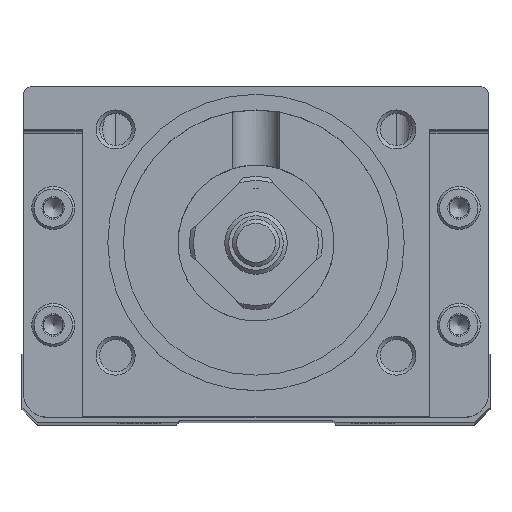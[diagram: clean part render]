
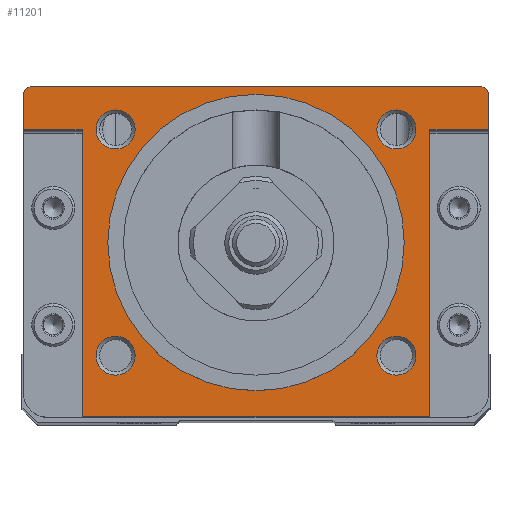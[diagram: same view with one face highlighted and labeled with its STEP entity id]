
A CAD part, top view. The second image highlights one B-rep face of the part: STEP entity #11201.
In plain terms, the highlighted face is planar.
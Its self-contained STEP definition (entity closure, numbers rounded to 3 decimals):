
#358=PLANE('',#11972);
#559=CIRCLE('',#11543,1.);
#563=CIRCLE('',#11551,1.);
#720=CIRCLE('',#11971,19.);
#721=CIRCLE('',#11973,2.5);
#722=CIRCLE('',#11974,2.5);
#723=CIRCLE('',#11975,2.5);
#724=CIRCLE('',#11976,2.5);
#2356=ORIENTED_EDGE('',*,*,#3524,.T.);
#2357=ORIENTED_EDGE('',*,*,#3520,.T.);
#2358=ORIENTED_EDGE('',*,*,#3515,.T.);
#2359=ORIENTED_EDGE('',*,*,#3809,.F.);
#2360=ORIENTED_EDGE('',*,*,#3805,.F.);
#2361=ORIENTED_EDGE('',*,*,#3334,.T.);
#2362=ORIENTED_EDGE('',*,*,#3796,.T.);
#2363=ORIENTED_EDGE('',*,*,#3800,.T.);
#2364=ORIENTED_EDGE('',*,*,#3509,.T.);
#2365=ORIENTED_EDGE('',*,*,#3506,.T.);
#2366=ORIENTED_EDGE('',*,*,#3963,.T.);
#2367=ORIENTED_EDGE('',*,*,#3964,.T.);
#2368=ORIENTED_EDGE('',*,*,#3965,.T.);
#2369=ORIENTED_EDGE('',*,*,#3966,.T.);
#2370=ORIENTED_EDGE('',*,*,#3962,.T.);
#3334=EDGE_CURVE('',#4486,#4487,#5249,.T.);
#3506=EDGE_CURVE('',#4604,#4605,#559,.F.);
#3509=EDGE_CURVE('',#4606,#4604,#5393,.T.);
#3515=EDGE_CURVE('',#4610,#4611,#5397,.T.);
#3520=EDGE_CURVE('',#4614,#4610,#563,.F.);
#3524=EDGE_CURVE('',#4605,#4614,#5402,.T.);
#3796=EDGE_CURVE('',#4487,#4797,#5560,.T.);
#3800=EDGE_CURVE('',#4797,#4606,#5563,.T.);
#3805=EDGE_CURVE('',#4486,#4802,#5566,.T.);
#3809=EDGE_CURVE('',#4802,#4611,#5569,.T.);
#3962=EDGE_CURVE('',#4904,#4904,#720,.T.);
#3963=EDGE_CURVE('',#4905,#4905,#721,.T.);
#3964=EDGE_CURVE('',#4906,#4906,#722,.T.);
#3965=EDGE_CURVE('',#4907,#4907,#723,.T.);
#3966=EDGE_CURVE('',#4908,#4908,#724,.T.);
#4486=VERTEX_POINT('',#15153);
#4487=VERTEX_POINT('',#15154);
#4604=VERTEX_POINT('',#15489);
#4605=VERTEX_POINT('',#15490);
#4606=VERTEX_POINT('',#15495);
#4610=VERTEX_POINT('',#15507);
#4611=VERTEX_POINT('',#15508);
#4614=VERTEX_POINT('',#15517);
#4797=VERTEX_POINT('',#16256);
#4802=VERTEX_POINT('',#16274);
#4904=VERTEX_POINT('',#16656);
#4905=VERTEX_POINT('',#16659);
#4906=VERTEX_POINT('',#16661);
#4907=VERTEX_POINT('',#16663);
#4908=VERTEX_POINT('',#16665);
#5249=LINE('',#15152,#6030);
#5393=LINE('',#15494,#6174);
#5397=LINE('',#15506,#6178);
#5402=LINE('',#15524,#6183);
#5560=LINE('',#16255,#6341);
#5563=LINE('',#16263,#6344);
#5566=LINE('',#16273,#6347);
#5569=LINE('',#16281,#6350);
#6030=VECTOR('',#12402,1000.);
#6174=VECTOR('',#12702,1000.);
#6178=VECTOR('',#12714,1000.);
#6183=VECTOR('',#12731,1000.);
#6341=VECTOR('',#13315,1000.);
#6344=VECTOR('',#13322,1000.);
#6347=VECTOR('',#13335,1000.);
#6350=VECTOR('',#13342,1000.);
#7229=EDGE_LOOP('',(#2356,#2357,#2358,#2359,#2360,#2361,#2362,#2363,#2364,
#2365));
#7230=EDGE_LOOP('',(#2366));
#7231=EDGE_LOOP('',(#2367));
#7232=EDGE_LOOP('',(#2368));
#7233=EDGE_LOOP('',(#2369));
#7234=EDGE_LOOP('',(#2370));
#7963=FACE_BOUND('',#7229,.T.);
#7964=FACE_BOUND('',#7230,.T.);
#7965=FACE_BOUND('',#7231,.T.);
#7966=FACE_BOUND('',#7232,.T.);
#7967=FACE_BOUND('',#7233,.T.);
#7968=FACE_BOUND('',#7234,.T.);
#11201=ADVANCED_FACE('',(#7963,#7964,#7965,#7966,#7967,#7968),#358,.F.);
#11543=AXIS2_PLACEMENT_3D('',#15488,#12696,#12697);
#11551=AXIS2_PLACEMENT_3D('',#15516,#12722,#12723);
#11971=AXIS2_PLACEMENT_3D('',#16655,#13811,#13812);
#11972=AXIS2_PLACEMENT_3D('',#16657,#13813,#13814);
#11973=AXIS2_PLACEMENT_3D('',#16658,#13815,#13816);
#11974=AXIS2_PLACEMENT_3D('',#16660,#13817,#13818);
#11975=AXIS2_PLACEMENT_3D('',#16662,#13819,#13820);
#11976=AXIS2_PLACEMENT_3D('',#16664,#13821,#13822);
#12402=DIRECTION('',(0.,0.,1.));
#12696=DIRECTION('',(1.,0.,0.));
#12697=DIRECTION('',(0.,0.,-1.));
#12702=DIRECTION('',(0.,1.,0.));
#12714=DIRECTION('',(0.,-1.,0.));
#12722=DIRECTION('',(1.,0.,0.));
#12723=DIRECTION('',(0.,0.,-1.));
#12731=DIRECTION('',(0.,0.,-1.));
#13315=DIRECTION('',(0.,1.,0.));
#13322=DIRECTION('',(0.,0.,1.));
#13335=DIRECTION('',(0.,1.,0.));
#13342=DIRECTION('',(0.,0.,-1.));
#13811=DIRECTION('',(1.,0.,0.));
#13812=DIRECTION('',(0.,0.,-1.));
#13813=DIRECTION('',(1.,0.,0.));
#13814=DIRECTION('',(0.,0.,-1.));
#13815=DIRECTION('',(1.,0.,0.));
#13816=DIRECTION('',(0.,0.,-1.));
#13817=DIRECTION('',(1.,0.,0.));
#13818=DIRECTION('',(0.,0.,-1.));
#13819=DIRECTION('',(1.,0.,0.));
#13820=DIRECTION('',(0.,0.,-1.));
#13821=DIRECTION('',(1.,0.,0.));
#13822=DIRECTION('',(0.,0.,-1.));
#15152=CARTESIAN_POINT('',(-58.,-22.3,26.8));
#15153=CARTESIAN_POINT('',(-58.,-22.3,-22.3));
#15154=CARTESIAN_POINT('',(-58.,-22.3,22.3));
#15488=CARTESIAN_POINT('',(-58.,19.,28.8));
#15489=CARTESIAN_POINT('',(-58.,19.,29.8));
#15490=CARTESIAN_POINT('',(-58.,20.,28.8));
#15494=CARTESIAN_POINT('',(-58.,19.,29.8));
#15495=CARTESIAN_POINT('',(-58.,14.5,29.8));
#15506=CARTESIAN_POINT('',(-58.,-19.3,-29.8));
#15507=CARTESIAN_POINT('',(-58.,19.,-29.8));
#15508=CARTESIAN_POINT('',(-58.,14.5,-29.8));
#15516=CARTESIAN_POINT('',(-58.,19.,-28.8));
#15517=CARTESIAN_POINT('',(-58.,20.,-28.8));
#15524=CARTESIAN_POINT('',(-58.,20.,-28.8));
#16255=CARTESIAN_POINT('',(-58.,14.,22.3));
#16256=CARTESIAN_POINT('',(-58.,14.5,22.3));
#16263=CARTESIAN_POINT('',(-58.,14.5,32.3));
#16273=CARTESIAN_POINT('',(-58.,14.,-22.3));
#16274=CARTESIAN_POINT('',(-58.,14.5,-22.3));
#16281=CARTESIAN_POINT('',(-58.,14.5,-32.3));
#16655=CARTESIAN_POINT('',(-58.,0.,0.));
#16656=CARTESIAN_POINT('',(-58.,0.,-19.));
#16657=CARTESIAN_POINT('',(-58.,19.,0.));
#16658=CARTESIAN_POINT('',(-58.,-14.5,-18.));
#16659=CARTESIAN_POINT('',(-58.,-14.5,-20.5));
#16660=CARTESIAN_POINT('',(-58.,14.5,-18.));
#16661=CARTESIAN_POINT('',(-58.,14.5,-20.5));
#16662=CARTESIAN_POINT('',(-58.,-14.5,18.));
#16663=CARTESIAN_POINT('',(-58.,-14.5,15.5));
#16664=CARTESIAN_POINT('',(-58.,14.5,18.));
#16665=CARTESIAN_POINT('',(-58.,14.5,15.5));
